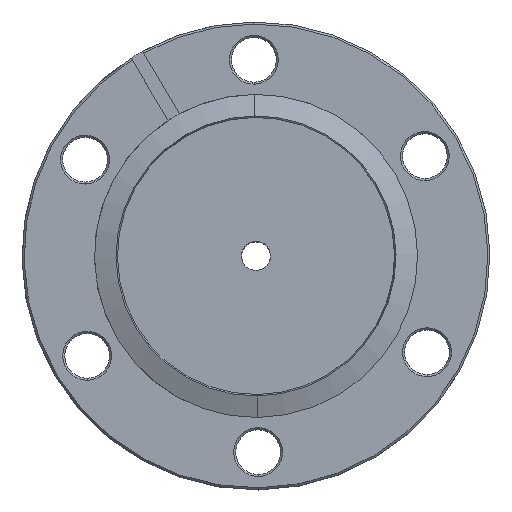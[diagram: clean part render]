
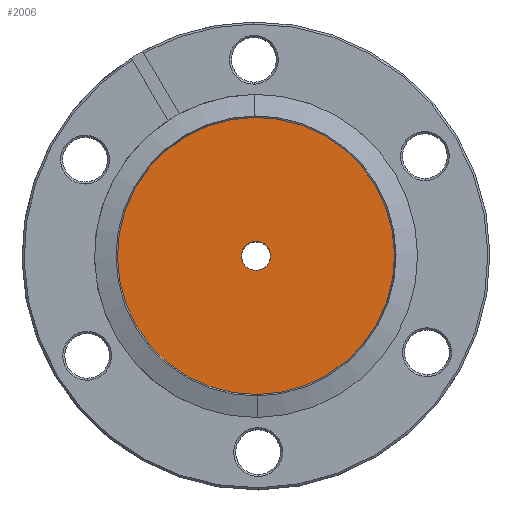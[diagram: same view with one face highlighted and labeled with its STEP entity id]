
A CAD part, top view. The second image highlights one B-rep face of the part: STEP entity #2006.
In plain terms, the highlighted face is planar.
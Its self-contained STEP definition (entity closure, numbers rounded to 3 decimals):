
#33 = CARTESIAN_POINT ( 'NONE',  ( 0., 11.5, 0. ) ) ;
#144 = AXIS2_PLACEMENT_3D ( 'NONE', #887, #1636, #1522 ) ;
#160 = ORIENTED_EDGE ( 'NONE', *, *, #213, .F. ) ;
#202 = CIRCLE ( 'NONE', #1120, 2.175 ) ;
#206 = EDGE_CURVE ( 'NONE', #1568, #1181, #1514, .T. ) ;
#213 = EDGE_CURVE ( 'NONE', #935, #1896, #202, .T. ) ;
#302 = PLANE ( 'NONE',  #945 ) ;
#355 = CARTESIAN_POINT ( 'NONE',  ( 0., 11.5, -2.175 ) ) ;
#446 = EDGE_CURVE ( 'NONE', #1181, #1568, #1347, .T. ) ;
#467 = EDGE_LOOP ( 'NONE', ( #160, #2012 ) ) ;
#475 = CARTESIAN_POINT ( 'NONE',  ( 0., 11.5, 20.732 ) ) ;
#590 = AXIS2_PLACEMENT_3D ( 'NONE', #1773, #1749, #1915 ) ;
#675 = DIRECTION ( 'NONE',  ( 0., 0., 1. ) ) ;
#751 = DIRECTION ( 'NONE',  ( 0., 1., 0. ) ) ;
#820 = CARTESIAN_POINT ( 'NONE',  ( 0., 11.5, 0. ) ) ;
#887 = CARTESIAN_POINT ( 'NONE',  ( 0., 11.5, 0. ) ) ;
#904 = CARTESIAN_POINT ( 'NONE',  ( 0., 11.5, -20.732 ) ) ;
#916 = FACE_BOUND ( 'NONE', #467, .T. ) ;
#935 = VERTEX_POINT ( 'NONE', #1320 ) ;
#945 = AXIS2_PLACEMENT_3D ( 'NONE', #475, #1561, #1713 ) ;
#960 = ORIENTED_EDGE ( 'NONE', *, *, #446, .T. ) ;
#1120 = AXIS2_PLACEMENT_3D ( 'NONE', #33, #1313, #1793 ) ;
#1137 = CARTESIAN_POINT ( 'NONE',  ( 0., 11.5, 20.732 ) ) ;
#1181 = VERTEX_POINT ( 'NONE', #904 ) ;
#1228 = FACE_OUTER_BOUND ( 'NONE', #1684, .T. ) ;
#1293 = CIRCLE ( 'NONE', #590, 2.175 ) ;
#1313 = DIRECTION ( 'NONE',  ( 0., 1., 0. ) ) ;
#1319 = AXIS2_PLACEMENT_3D ( 'NONE', #820, #751, #675 ) ;
#1320 = CARTESIAN_POINT ( 'NONE',  ( 0., 11.5, 2.175 ) ) ;
#1322 = ORIENTED_EDGE ( 'NONE', *, *, #206, .T. ) ;
#1347 = CIRCLE ( 'NONE', #1319, 20.732 ) ;
#1514 = CIRCLE ( 'NONE', #144, 20.732 ) ;
#1522 = DIRECTION ( 'NONE',  ( 0., 0., 1. ) ) ;
#1561 = DIRECTION ( 'NONE',  ( 0., 1., 0. ) ) ;
#1568 = VERTEX_POINT ( 'NONE', #1137 ) ;
#1636 = DIRECTION ( 'NONE',  ( 0., 1., 0. ) ) ;
#1684 = EDGE_LOOP ( 'NONE', ( #1322, #960 ) ) ;
#1686 = EDGE_CURVE ( 'NONE', #1896, #935, #1293, .T. ) ;
#1713 = DIRECTION ( 'NONE',  ( 0., 0., 1. ) ) ;
#1749 = DIRECTION ( 'NONE',  ( 0., 1., 0. ) ) ;
#1773 = CARTESIAN_POINT ( 'NONE',  ( 0., 11.5, 0. ) ) ;
#1793 = DIRECTION ( 'NONE',  ( 0., 0., 1. ) ) ;
#1896 = VERTEX_POINT ( 'NONE', #355 ) ;
#1915 = DIRECTION ( 'NONE',  ( 0., 0., 1. ) ) ;
#2006 = ADVANCED_FACE ( 'NONE', ( #1228, #916 ), #302, .T. ) ;
#2012 = ORIENTED_EDGE ( 'NONE', *, *, #1686, .F. ) ;
